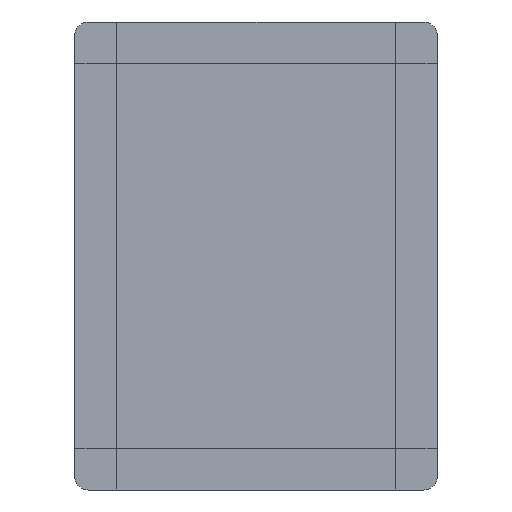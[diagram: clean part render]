
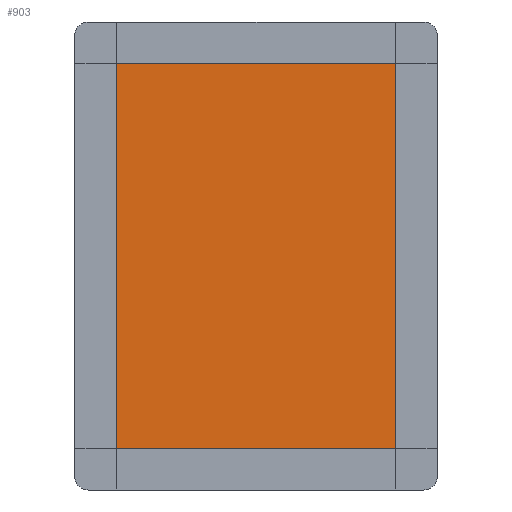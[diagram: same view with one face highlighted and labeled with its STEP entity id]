
A CAD part, front view. The second image highlights one B-rep face of the part: STEP entity #903.
In plain terms, the highlighted planar face has unit normal (0, -1, 0).
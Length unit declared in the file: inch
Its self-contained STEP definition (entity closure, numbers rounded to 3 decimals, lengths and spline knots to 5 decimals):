
#29=FACE_OUTER_BOUND($,#79,.T.);
#79=EDGE_LOOP($,(#605,#606,#607,#608));
#125=LINE($,#1256,#249);
#129=LINE($,#1264,#253);
#132=LINE($,#1270,#256);
#135=LINE($,#1275,#259);
#249=VECTOR($,#1014,0.284);
#253=VECTOR($,#1020,0.206);
#256=VECTOR($,#1025,0.284);
#259=VECTOR($,#1030,0.206);
#373=VERTEX_POINT($,#1254);
#374=VERTEX_POINT($,#1255);
#377=VERTEX_POINT($,#1263);
#379=VERTEX_POINT($,#1269);
#457=EDGE_CURVE($,#373,#374,#125,.T.);
#461=EDGE_CURVE($,#374,#377,#129,.T.);
#464=EDGE_CURVE($,#377,#379,#132,.T.);
#467=EDGE_CURVE($,#379,#373,#135,.T.);
#605=ORIENTED_EDGE($,*,*,#457,.T.);
#606=ORIENTED_EDGE($,*,*,#461,.T.);
#607=ORIENTED_EDGE($,*,*,#464,.T.);
#608=ORIENTED_EDGE($,*,*,#467,.T.);
#857=PLANE($,#956);
#903=ADVANCED_FACE($,(#29),#857,.F.);
#956=AXIS2_PLACEMENT_3D($,#1277,#1032,#1033);
#1014=DIRECTION($,(0.,0.,-1.));
#1020=DIRECTION($,(1.,0.,0.));
#1025=DIRECTION($,(0.,0.,1.));
#1030=DIRECTION($,(-1.,0.,0.));
#1032=DIRECTION('center_axis',(0.,1.,0.));
#1033=DIRECTION('ref_axis',(0.,0.,1.));
#1254=CARTESIAN_POINT('',(-0.103,0.032,0.142));
#1255=CARTESIAN_POINT('',(-0.103,0.032,-0.142));
#1256=CARTESIAN_POINT($,(-0.103,0.032,-0.142));
#1263=CARTESIAN_POINT('',(0.103,0.032,-0.142));
#1264=CARTESIAN_POINT($,(0.103,0.032,-0.142));
#1269=CARTESIAN_POINT('',(0.103,0.032,0.142));
#1270=CARTESIAN_POINT($,(0.103,0.032,0.142));
#1275=CARTESIAN_POINT($,(-0.103,0.032,0.142));
#1277=CARTESIAN_POINT('Origin',(0.,0.032,0.));
